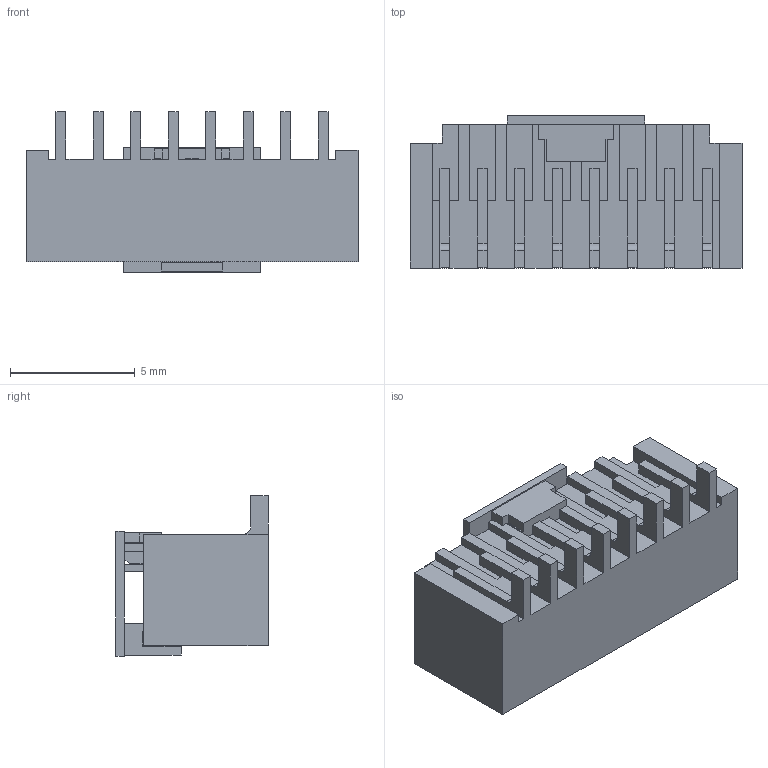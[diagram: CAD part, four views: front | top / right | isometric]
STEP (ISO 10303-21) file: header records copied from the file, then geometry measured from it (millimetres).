
FILE_DESCRIPTION((''),'2;1');
FILE_NAME('874370873','2019-07-23T',('gga'),(''),'PRO/ENGINEER BY PARAMETRIC TECHNOLOGY CORPORATION, 2016010','PRO/ENGINEER BY PARAMETRIC TECHNOLOGY CORPORATION, 2016010','');
FILE_SCHEMA(('CONFIG_CONTROL_DESIGN'));
Length unit declared in the file: millimetre
Products named in the file (1): 874370873
Bounding box: 13.3 x 6.1 x 6.43 mm (x, y, z)
Volume: 183.3 mm3; surface area: 639.8 mm2
Topology: 2 solids, 2 shells, 235 faces, 712 edges, 492 vertices
Faces by surface type: plane 227, cylinder 8
Entity records: 7767 total; most frequent: CARTESIAN_POINT 1376, ORIENTED_EDGE 1296, DIRECTION 1200, VECTOR 696, LINE 696, EDGE_CURVE 648, VERTEX_POINT 428, AXIS2_PLACEMENT_3D 252
